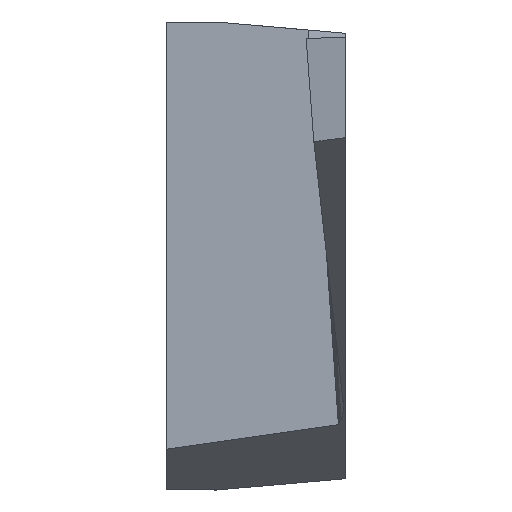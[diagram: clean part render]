
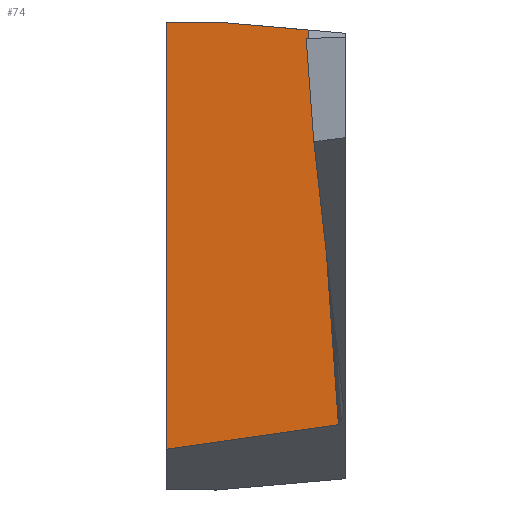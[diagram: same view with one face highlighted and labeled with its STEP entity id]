
A CAD part, front view. The second image highlights one B-rep face of the part: STEP entity #74.
In plain terms, the highlighted planar face has unit normal (-0.035, -0.999, 0).
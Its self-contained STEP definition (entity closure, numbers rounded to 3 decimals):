
#74=ADVANCED_FACE('',(#118),#100,.T.);
#100=PLANE('',#567);
#118=FACE_OUTER_BOUND('',#140,.T.);
#140=EDGE_LOOP('',(#233,#234,#235,#236,#237));
#233=ORIENTED_EDGE('',*,*,#381,.T.);
#234=ORIENTED_EDGE('',*,*,#390,.T.);
#235=ORIENTED_EDGE('',*,*,#391,.T.);
#236=ORIENTED_EDGE('',*,*,#359,.T.);
#237=ORIENTED_EDGE('',*,*,#392,.F.);
#312=VERTEX_POINT('',#769);
#313=VERTEX_POINT('',#771);
#328=VERTEX_POINT('',#813);
#329=VERTEX_POINT('',#815);
#335=VERTEX_POINT('',#833);
#359=EDGE_CURVE('',#313,#312,#423,.T.);
#381=EDGE_CURVE('',#329,#328,#443,.T.);
#390=EDGE_CURVE('',#328,#335,#449,.T.);
#391=EDGE_CURVE('',#335,#313,#450,.T.);
#392=EDGE_CURVE('',#329,#312,#451,.T.);
#423=LINE('',#770,#475);
#443=LINE('',#814,#495);
#449=LINE('',#832,#501);
#450=LINE('',#834,#502);
#451=LINE('',#835,#503);
#475=VECTOR('',#611,1.);
#495=VECTOR('',#647,1.);
#501=VECTOR('',#665,1.);
#502=VECTOR('',#666,1.);
#503=VECTOR('',#667,1.);
#567=AXIS2_PLACEMENT_3D('',#836,#668,#669);
#611=DIRECTION('',(0.989,-0.034,0.142));
#647=DIRECTION('',(-0.996,0.034,0.087));
#665=DIRECTION('',(-0.999,0.035,0.));
#666=DIRECTION('',(0.,0.,-1.));
#667=DIRECTION('',(0.07,-0.002,-0.998));
#668=DIRECTION('',(-0.035,-0.999,0.));
#669=DIRECTION('',(0.,0.,-1.));
#769=CARTESIAN_POINT('',(3.051,-6.275,-2.991));
#770=CARTESIAN_POINT('',(1.819,-6.232,-3.167));
#771=CARTESIAN_POINT('',(0.,-6.169,-3.428));
#813=CARTESIAN_POINT('',(0.894,-6.2,4.15));
#814=CARTESIAN_POINT('',(0.755,-6.195,4.162));
#815=CARTESIAN_POINT('',(2.562,-6.258,4.004));
#832=CARTESIAN_POINT('',(0.761,-6.195,4.15));
#833=CARTESIAN_POINT('',(0.,-6.169,4.15));
#834=CARTESIAN_POINT('',(0.,-6.169,-4.151));
#835=CARTESIAN_POINT('',(2.531,-6.257,4.435));
#836=CARTESIAN_POINT('',(0.761,-6.195,4.228));
